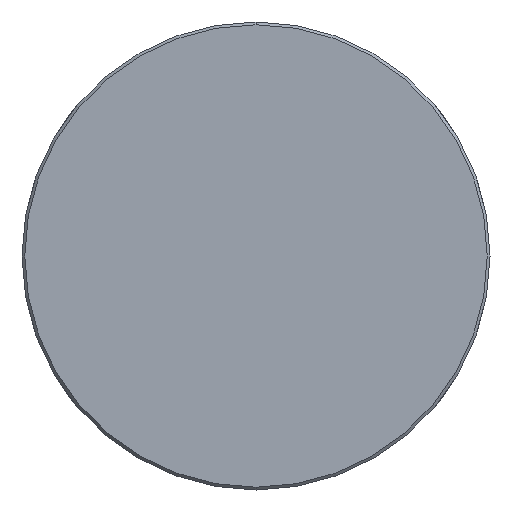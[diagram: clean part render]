
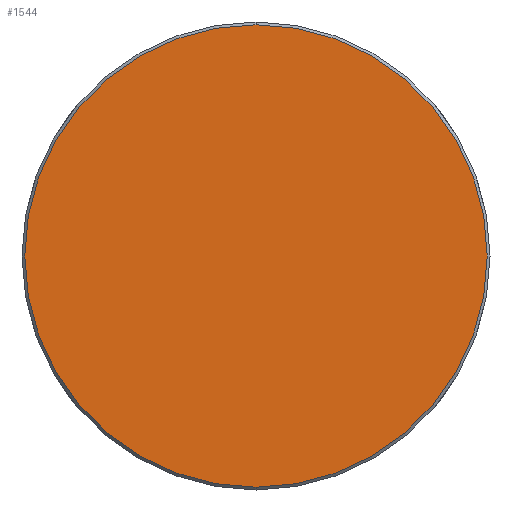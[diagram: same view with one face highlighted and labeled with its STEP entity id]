
A CAD part, left-side view. The second image highlights one B-rep face of the part: STEP entity #1544.
In plain terms, the highlighted planar face has unit normal (-1, 0, 0).
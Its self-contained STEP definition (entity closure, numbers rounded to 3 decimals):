
#91 = ORIENTED_EDGE ( 'NONE', *, *, #555, .T. ) ;
#109 = AXIS2_PLACEMENT_3D ( 'NONE', #1400, #849, #1138 ) ;
#285 = CARTESIAN_POINT ( 'NONE',  ( -83.45, 0., 0. ) ) ;
#332 = CARTESIAN_POINT ( 'NONE',  ( -83.45, 0., 0. ) ) ;
#443 = ORIENTED_EDGE ( 'NONE', *, *, #1341, .T. ) ;
#504 = CARTESIAN_POINT ( 'NONE',  ( -83.45, 0., 41.5 ) ) ;
#555 = EDGE_CURVE ( 'NONE', #1284, #1030, #1111, .T. ) ;
#598 = DIRECTION ( 'NONE',  ( -1., 0., 0. ) ) ;
#730 = CARTESIAN_POINT ( 'NONE',  ( -83.45, 0., -41.5 ) ) ;
#788 = FACE_OUTER_BOUND ( 'NONE', #852, .T. ) ;
#849 = DIRECTION ( 'NONE',  ( 1., 0., 0. ) ) ;
#852 = EDGE_LOOP ( 'NONE', ( #91, #443 ) ) ;
#966 = DIRECTION ( 'NONE',  ( -1., 0., 0. ) ) ;
#1030 = VERTEX_POINT ( 'NONE', #504 ) ;
#1088 = AXIS2_PLACEMENT_3D ( 'NONE', #332, #598, #1587 ) ;
#1111 = CIRCLE ( 'NONE', #1112, 41.5 ) ;
#1112 = AXIS2_PLACEMENT_3D ( 'NONE', #285, #966, #1370 ) ;
#1126 = PLANE ( 'NONE',  #109 ) ;
#1138 = DIRECTION ( 'NONE',  ( 0., 0., -1. ) ) ;
#1229 = CIRCLE ( 'NONE', #1088, 41.5 ) ;
#1284 = VERTEX_POINT ( 'NONE', #730 ) ;
#1341 = EDGE_CURVE ( 'NONE', #1030, #1284, #1229, .T. ) ;
#1370 = DIRECTION ( 'NONE',  ( 0., 0., -1. ) ) ;
#1400 = CARTESIAN_POINT ( 'NONE',  ( -83.45, -41.998, 41.998 ) ) ;
#1544 = ADVANCED_FACE ( 'NONE', ( #788 ), #1126, .F. ) ;
#1587 = DIRECTION ( 'NONE',  ( 0., 0., -1. ) ) ;
